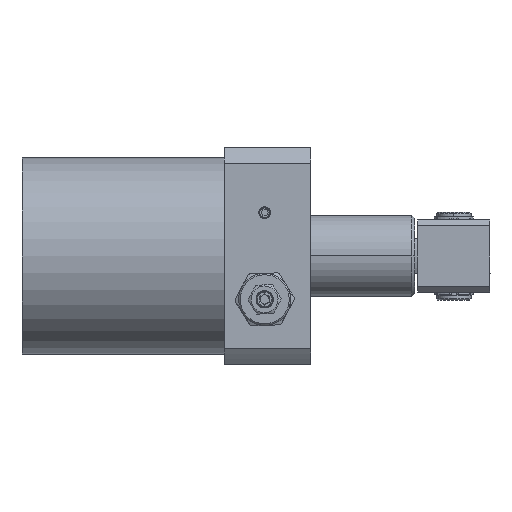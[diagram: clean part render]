
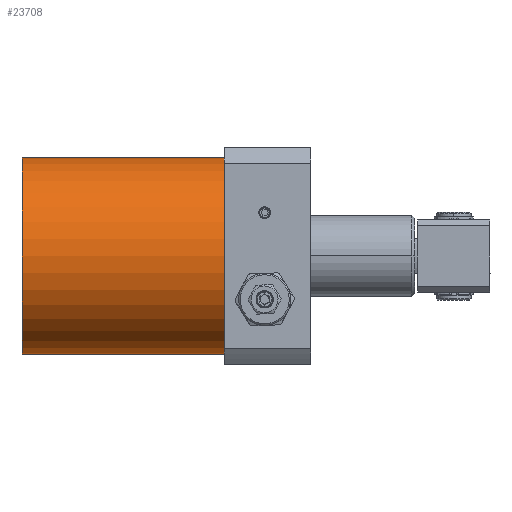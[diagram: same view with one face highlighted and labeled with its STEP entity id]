
A CAD part, front view. The second image highlights one B-rep face of the part: STEP entity #23708.
In plain terms, the highlighted cylindrical face has radius 34 mm (diameter 68 mm), a partial arc.
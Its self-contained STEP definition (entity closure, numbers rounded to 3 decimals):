
#376 = DIRECTION ( 'NONE',  ( 1., 0., 0. ) ) ;
#467 = CARTESIAN_POINT ( 'NONE',  ( 70., 0., 0. ) ) ;
#592 = DIRECTION ( 'NONE',  ( -1., 0., 0. ) ) ;
#1899 = VERTEX_POINT ( 'NONE', #14559 ) ;
#2447 = CARTESIAN_POINT ( 'NONE',  ( 0., 0., 34. ) ) ;
#2596 = ORIENTED_EDGE ( 'NONE', *, *, #13248, .F. ) ;
#4415 = CARTESIAN_POINT ( 'NONE',  ( 0., 0., 0. ) ) ;
#4473 = DIRECTION ( 'NONE',  ( 1., 0., 0. ) ) ;
#4653 = VECTOR ( 'NONE', #4473, 1000. ) ;
#5368 = LINE ( 'NONE', #2447, #4653 ) ;
#7263 = DIRECTION ( 'NONE',  ( 0., 0., -1. ) ) ;
#8021 = EDGE_CURVE ( 'NONE', #1899, #14036, #12434, .T. ) ;
#8737 = CARTESIAN_POINT ( 'NONE',  ( 70., 0., 34. ) ) ;
#9430 = DIRECTION ( 'NONE',  ( 0., 0., -1. ) ) ;
#11322 = EDGE_CURVE ( 'NONE', #11529, #14036, #24442, .T. ) ;
#11529 = VERTEX_POINT ( 'NONE', #8737 ) ;
#11772 = DIRECTION ( 'NONE',  ( 1., 0., 0. ) ) ;
#11888 = EDGE_CURVE ( 'NONE', #19522, #11529, #5368, .T. ) ;
#11896 = AXIS2_PLACEMENT_3D ( 'NONE', #13551, #26622, #7263 ) ;
#12434 = LINE ( 'NONE', #26945, #17589 ) ;
#13248 = EDGE_CURVE ( 'NONE', #1899, #19522, #25777, .T. ) ;
#13491 = AXIS2_PLACEMENT_3D ( 'NONE', #4415, #592, #9430 ) ;
#13551 = CARTESIAN_POINT ( 'NONE',  ( 0., 0., 0. ) ) ;
#13828 = AXIS2_PLACEMENT_3D ( 'NONE', #467, #11772, #16017 ) ;
#14036 = VERTEX_POINT ( 'NONE', #15505 ) ;
#14559 = CARTESIAN_POINT ( 'NONE',  ( 0., 0., -34. ) ) ;
#14632 = ORIENTED_EDGE ( 'NONE', *, *, #11322, .F. ) ;
#15505 = CARTESIAN_POINT ( 'NONE',  ( 70., 0., -34. ) ) ;
#16017 = DIRECTION ( 'NONE',  ( 0., 0., -1. ) ) ;
#17589 = VECTOR ( 'NONE', #376, 1000. ) ;
#17862 = FACE_OUTER_BOUND ( 'NONE', #22379, .T. ) ;
#19522 = VERTEX_POINT ( 'NONE', #27096 ) ;
#20835 = ORIENTED_EDGE ( 'NONE', *, *, #8021, .T. ) ;
#22379 = EDGE_LOOP ( 'NONE', ( #28113, #2596, #20835, #14632 ) ) ;
#23708 = ADVANCED_FACE ( 'NONE', ( #17862 ), #25494, .T. ) ;
#24442 = CIRCLE ( 'NONE', #13828, 34. ) ;
#25494 = CYLINDRICAL_SURFACE ( 'NONE', #11896, 34. ) ;
#25777 = CIRCLE ( 'NONE', #13491, 34. ) ;
#26622 = DIRECTION ( 'NONE',  ( 1., 0., 0. ) ) ;
#26945 = CARTESIAN_POINT ( 'NONE',  ( 0., 0., -34. ) ) ;
#27096 = CARTESIAN_POINT ( 'NONE',  ( 0., 0., 34. ) ) ;
#28113 = ORIENTED_EDGE ( 'NONE', *, *, #11888, .F. ) ;
